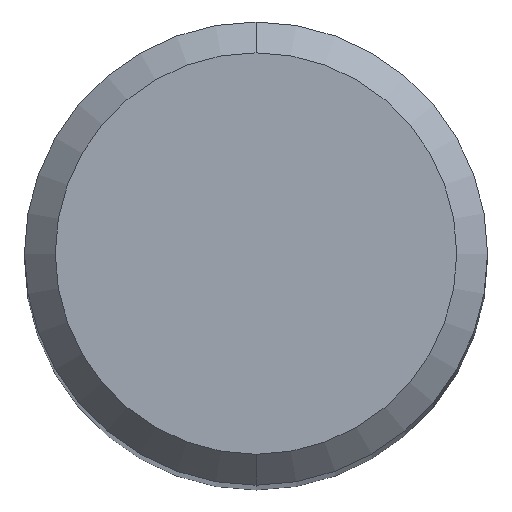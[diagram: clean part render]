
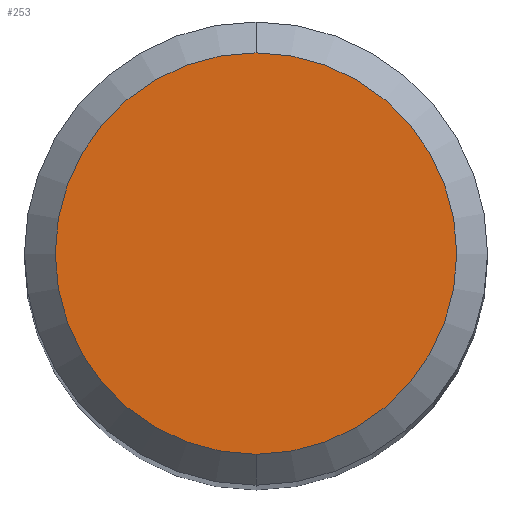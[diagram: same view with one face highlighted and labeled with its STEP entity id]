
A CAD part, top view. The second image highlights one B-rep face of the part: STEP entity #253.
In plain terms, the highlighted planar face has unit normal (0, 0, 1).
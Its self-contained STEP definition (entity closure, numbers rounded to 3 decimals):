
#253=ADVANCED_FACE('',(#582),#583,.T.);
#303=VERTEX_POINT('',#636);
#337=EDGE_CURVE('',#463,#303,#676,.T.);
#463=VERTEX_POINT('',#810);
#471=EDGE_CURVE('',#303,#463,#818,.T.);
#582=FACE_OUTER_BOUND('',#1045,.T.);
#583=PLANE('',#1046);
#636=CARTESIAN_POINT('',(0.,-2.6,0.0));
#676=CIRCLE('',#1195,2.6);
#810=CARTESIAN_POINT('',(0.0,2.6,0.0));
#818=CIRCLE('',#1473,2.6);
#1045=EDGE_LOOP('',(#1609,#1610));
#1046=AXIS2_PLACEMENT_3D('',#1611,#1612,#1613);
#1195=AXIS2_PLACEMENT_3D('',#1712,#1713,#1714);
#1473=AXIS2_PLACEMENT_3D('',#1835,#1836,#1837);
#1609=ORIENTED_EDGE('',*,*,#337,.F.);
#1610=ORIENTED_EDGE('',*,*,#471,.F.);
#1611=CARTESIAN_POINT('',(0.0,1.3,0.0));
#1612=DIRECTION('',(-0.0,0.0,1.0));
#1613=DIRECTION('',(0.0,-1.0,0.0));
#1712=CARTESIAN_POINT('',(0.0,0.0,0.0));
#1713=DIRECTION('',(0.0,0.0,-1.0));
#1714=DIRECTION('',(0.0,1.0,0.0));
#1835=CARTESIAN_POINT('',(0.0,0.0,0.0));
#1836=DIRECTION('',(0.0,0.0,-1.0));
#1837=DIRECTION('',(0.0,1.0,0.0));
